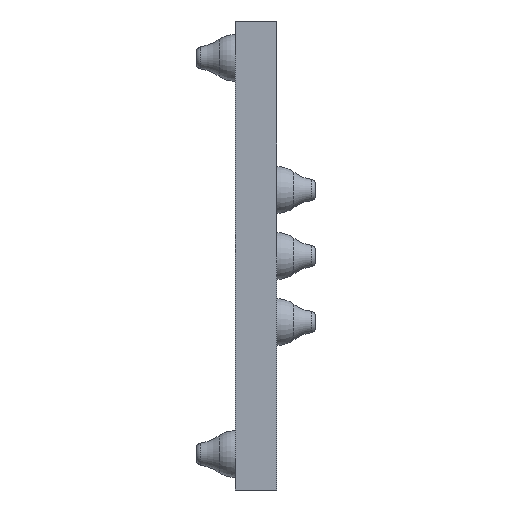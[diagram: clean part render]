
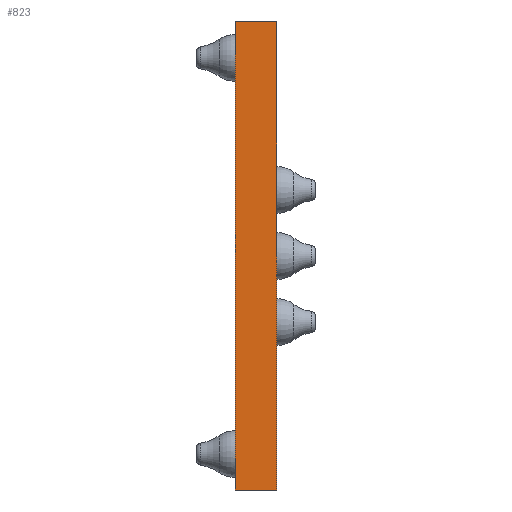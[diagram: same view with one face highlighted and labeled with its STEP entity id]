
A CAD part, left-side view. The second image highlights one B-rep face of the part: STEP entity #823.
In plain terms, the highlighted planar face has unit normal (-1, 0, 0).
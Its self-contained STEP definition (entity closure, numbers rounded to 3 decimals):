
#441 = PLANE ( 'NONE',  #1275 ) ;
#823 = ADVANCED_FACE ( 'NONE', ( #2731 ), #441, .F. ) ;
#924 = EDGE_CURVE ( 'NONE', #7722, #3420, #9095, .T. ) ;
#1275 = AXIS2_PLACEMENT_3D ( 'NONE', #4279, #5833, #9867 ) ;
#1495 = CARTESIAN_POINT ( 'NONE',  ( -3.82, 1.6, -16.62 ) ) ;
#1996 = CARTESIAN_POINT ( 'NONE',  ( -3.82, 1.6, -16.62 ) ) ;
#2076 = EDGE_LOOP ( 'NONE', ( #7346, #7478, #5035, #8954 ) ) ;
#2231 = VECTOR ( 'NONE', #2890, 1000. ) ;
#2283 = EDGE_CURVE ( 'NONE', #7722, #3457, #7648, .T. ) ;
#2380 = CARTESIAN_POINT ( 'NONE',  ( -3.82, 1.6, -16.62 ) ) ;
#2731 = FACE_OUTER_BOUND ( 'NONE', #2076, .T. ) ;
#2890 = DIRECTION ( 'NONE',  ( 0., 0., 1. ) ) ;
#3037 = CARTESIAN_POINT ( 'NONE',  ( -3.82, 1.6, 1.38 ) ) ;
#3187 = CARTESIAN_POINT ( 'NONE',  ( -3.82, 0., -16.62 ) ) ;
#3420 = VERTEX_POINT ( 'NONE', #3187 ) ;
#3457 = VERTEX_POINT ( 'NONE', #3037 ) ;
#3774 = VECTOR ( 'NONE', #7892, 1000. ) ;
#4082 = VECTOR ( 'NONE', #7803, 1000. ) ;
#4194 = VECTOR ( 'NONE', #9752, 1000. ) ;
#4279 = CARTESIAN_POINT ( 'NONE',  ( -3.82, 1.6, -16.62 ) ) ;
#4468 = EDGE_CURVE ( 'NONE', #3420, #8762, #8941, .T. ) ;
#4716 = LINE ( 'NONE', #7834, #3774 ) ;
#5035 = ORIENTED_EDGE ( 'NONE', *, *, #2283, .F. ) ;
#5106 = EDGE_CURVE ( 'NONE', #3457, #8762, #4716, .T. ) ;
#5833 = DIRECTION ( 'NONE',  ( 1., 0., 0. ) ) ;
#6543 = CARTESIAN_POINT ( 'NONE',  ( -3.82, 0., -16.62 ) ) ;
#7346 = ORIENTED_EDGE ( 'NONE', *, *, #4468, .T. ) ;
#7478 = ORIENTED_EDGE ( 'NONE', *, *, #5106, .F. ) ;
#7618 = CARTESIAN_POINT ( 'NONE',  ( -3.82, 0., 1.38 ) ) ;
#7648 = LINE ( 'NONE', #1495, #2231 ) ;
#7722 = VERTEX_POINT ( 'NONE', #2380 ) ;
#7803 = DIRECTION ( 'NONE',  ( 0., -1., 0. ) ) ;
#7834 = CARTESIAN_POINT ( 'NONE',  ( -3.82, 1.6, 1.38 ) ) ;
#7892 = DIRECTION ( 'NONE',  ( 0., -1., 0. ) ) ;
#8762 = VERTEX_POINT ( 'NONE', #7618 ) ;
#8941 = LINE ( 'NONE', #6543, #4194 ) ;
#8954 = ORIENTED_EDGE ( 'NONE', *, *, #924, .T. ) ;
#9095 = LINE ( 'NONE', #1996, #4082 ) ;
#9752 = DIRECTION ( 'NONE',  ( 0., 0., 1. ) ) ;
#9867 = DIRECTION ( 'NONE',  ( 0., 0., -1. ) ) ;
